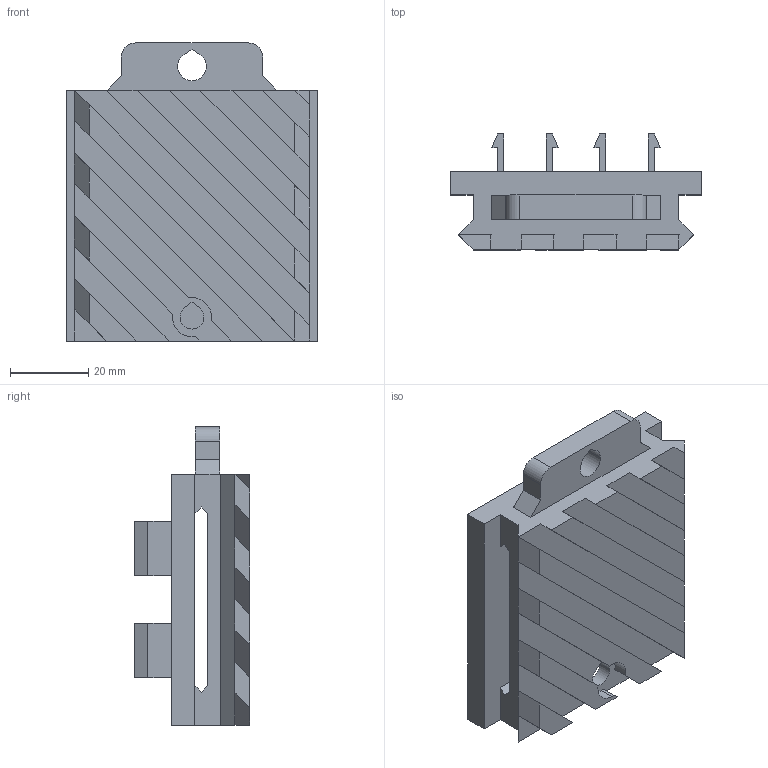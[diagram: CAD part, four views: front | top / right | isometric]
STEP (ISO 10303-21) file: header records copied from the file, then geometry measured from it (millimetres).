
FILE_DESCRIPTION (( 'STEP AP214' ), '1' );
FILE_NAME ('BaseMount_Clips.STEP', '2025-07-25T20:34:46', ( '' ), ( '' ), 'SwSTEP 2.0', 'SolidWorks 2024', '' );
FILE_SCHEMA (( 'AUTOMOTIVE_DESIGN' ));
Length unit declared in the file: millimetre
Products named in the file (1): BaseMount_Clips
Bounding box: 64 x 29.5 x 76 mm (x, y, z)
Volume: 54915.2 mm3; surface area: 24734.5 mm2
Topology: 1 solids, 1 shells, 167 faces, 472 edges, 301 vertices
Faces by surface type: plane 156, cylinder 11
Entity records: 5343 total; most frequent: CARTESIAN_POINT 1025, ORIENTED_EDGE 944, DIRECTION 802, EDGE_CURVE 472, VECTOR 422, LINE 422, VERTEX_POINT 301, AXIS2_PLACEMENT_3D 190
